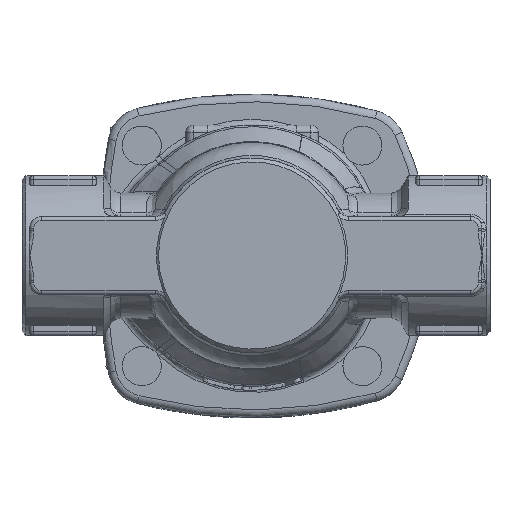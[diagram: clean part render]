
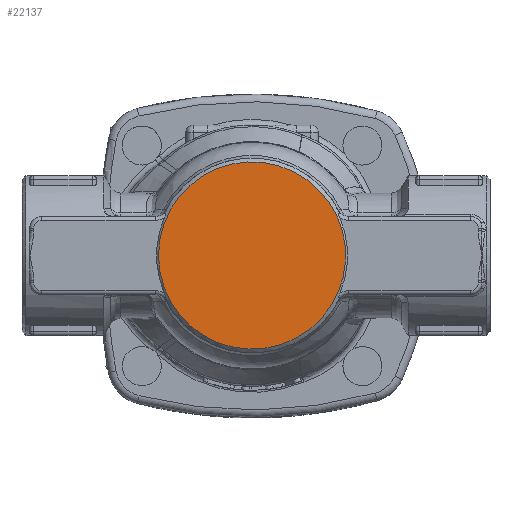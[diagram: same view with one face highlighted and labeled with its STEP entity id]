
A CAD part, top view. The second image highlights one B-rep face of the part: STEP entity #22137.
In plain terms, the highlighted planar face has unit normal (0, 0, 1).
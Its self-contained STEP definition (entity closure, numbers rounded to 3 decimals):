
#21875=CARTESIAN_POINT('',(-24.0,0.,65.0));
#21876=VERTEX_POINT('',#21875);
#21877=CARTESIAN_POINT('',(0.,0.0,65.0));
#21878=DIRECTION('',(0.0,0.0,-1.0));
#21879=DIRECTION('',(1.0,0.0,0.0));
#21880=AXIS2_PLACEMENT_3D('',#21877,#21878,#21879);
#21881=CIRCLE('',#21880,24.0);
#21882=EDGE_CURVE('',#21876,#21876,#21881,.T.);
#22129=CARTESIAN_POINT('',(-12.5,0.0,65.0));
#22130=DIRECTION('',(0.0,0.0,1.0));
#22131=DIRECTION('',(1.0,0.0,0.0));
#22132=AXIS2_PLACEMENT_3D('',#22129,#22130,#22131);
#22133=PLANE('',#22132);
#22134=ORIENTED_EDGE('',*,*,#21882,.F.);
#22135=EDGE_LOOP('',(#22134));
#22136=FACE_OUTER_BOUND('',#22135,.T.);
#22137=ADVANCED_FACE('',(#22136),#22133,.T.);
